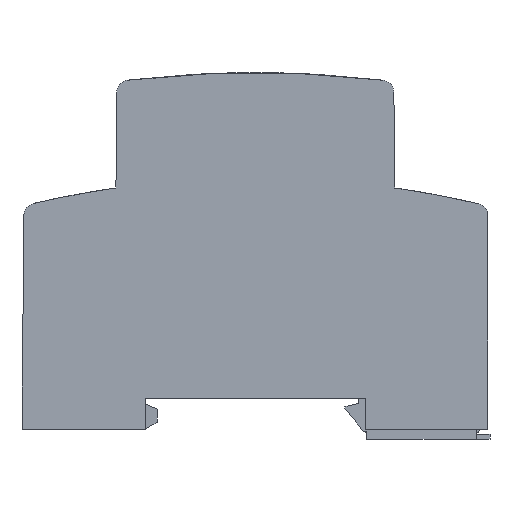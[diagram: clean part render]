
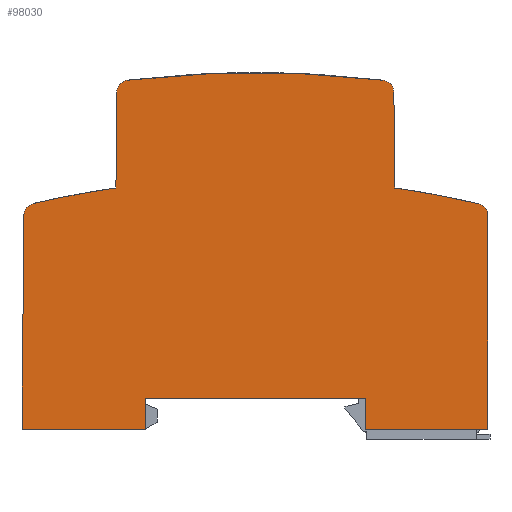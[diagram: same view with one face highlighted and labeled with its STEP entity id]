
A CAD part, left-side view. The second image highlights one B-rep face of the part: STEP entity #98030.
In plain terms, the highlighted face is planar.
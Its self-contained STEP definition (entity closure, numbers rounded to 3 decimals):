
#32360=CARTESIAN_POINT('',(45.021,21.056,-20.25));
#32370=DIRECTION('',(1.,0.,0.));
#32380=VECTOR('',#32370,1.);
#32390=LINE('',#32360,#32380);
#32400=CARTESIAN_POINT('',(51.591,21.056,-20.25));
#32410=VERTEX_POINT('',#32400);
#32420=CARTESIAN_POINT('',(87.091,21.056,-20.25));
#32430=VERTEX_POINT('',#32420);
#32440=EDGE_CURVE('',#32410,#32430,#32390,.T.);
#34370=CARTESIAN_POINT('',(87.091,16.056,-20.25));
#34380=VERTEX_POINT('',#34370);
#34410=CARTESIAN_POINT('',(87.091,55.264,-20.25));
#34420=DIRECTION('',(0.,-1.,0.));
#34430=VECTOR('',#34420,1.);
#34440=LINE('',#34410,#34430);
#34450=EDGE_CURVE('',#32430,#34380,#34440,.T.);
#36370=CARTESIAN_POINT('',(106.975,16.056,-20.25));
#36380=VERTEX_POINT('',#36370);
#36430=CARTESIAN_POINT('',(45.021,16.056,-20.25));
#36440=DIRECTION('',(1.,0.,0.));
#36450=VECTOR('',#36440,1.);
#36460=LINE('',#36430,#36450);
#36470=EDGE_CURVE('',#34380,#36380,#36460,.T.);
#40010=CARTESIAN_POINT('',(46.992,70.373,-20.25));
#40020=VERTEX_POINT('',#40010);
#40050=CARTESIAN_POINT('',(48.992,70.355,-20.25));
#40060=DIRECTION('',(0.,0.,1.));
#40070=DIRECTION('',(1.,0.,0.));
#40080=AXIS2_PLACEMENT_3D('',#40050,#40060,#40070);
#40090=CIRCLE('',#40080,2.);
#40100=CARTESIAN_POINT('',(48.757,72.341,-20.25));
#40110=VERTEX_POINT('',#40100);
#40120=EDGE_CURVE('',#40110,#40020,#40090,.T.);
#40340=CARTESIAN_POINT('',(106.674,50.52,-20.25));
#40350=VERTEX_POINT('',#40340);
#40380=CARTESIAN_POINT('',(106.633,55.264,-20.25));
#40390=DIRECTION('',(0.009,-1.,
0.));
#40400=VECTOR('',#40390,1.);
#40410=LINE('',#40380,#40400);
#40420=EDGE_CURVE('',#40350,#36380,#40410,.T.);
#41620=CARTESIAN_POINT('',(45.021,16.056,-20.25));
#41630=DIRECTION('',(1.,0.,0.));
#41640=VECTOR('',#41630,1.);
#41650=LINE('',#41620,#41640);
#41660=CARTESIAN_POINT('',(31.841,16.056,
-20.25));
#41670=VERTEX_POINT('',#41660);
#41680=CARTESIAN_POINT('',(51.591,16.056,-20.25));
#41690=VERTEX_POINT('',#41680);
#41700=EDGE_CURVE('',#41670,#41690,#41650,.T.);
#42070=CARTESIAN_POINT('',(31.841,50.463,
-20.25));
#42080=VERTEX_POINT('',#42070);
#42420=CARTESIAN_POINT('',(31.841,55.264,
-20.25));
#42430=DIRECTION('',(0.,1.,0.));
#42440=VECTOR('',#42430,1.);
#42450=LINE('',#42420,#42440);
#42460=EDGE_CURVE('',#41670,#42080,#42450,.T.);
#50670=CARTESIAN_POINT('',(51.591,55.264,-20.25));
#50680=DIRECTION('',(0.,-1.,0.));
#50690=VECTOR('',#50680,1.);
#50700=LINE('',#50670,#50690);
#50710=EDGE_CURVE('',#32410,#41690,#50700,.T.);
#58950=CARTESIAN_POINT('',(105.127,52.45,-20.25));
#58960=VERTEX_POINT('',#58950);
#58990=CARTESIAN_POINT('',(104.674,50.502,-20.25));
#59000=DIRECTION('',(0.,0.,-1.));
#59010=DIRECTION('',(-1.,0.,0.));
#59020=AXIS2_PLACEMENT_3D('',#58990,#59000,#59010);
#59030=CIRCLE('',#59020,2.);
#59040=EDGE_CURVE('',#58960,#40350,#59030,.T.);
#66930=CARTESIAN_POINT('',(33.841,50.463,
-20.25));
#66940=DIRECTION('',(0.,0.,-1.));
#66950=DIRECTION('',(-1.,0.,0.));
#66960=AXIS2_PLACEMENT_3D('',#66930,#66940,#66950);
#66970=CIRCLE('',#66960,2.);
#66980=CARTESIAN_POINT('',(33.386,52.411,
-20.25));
#66990=VERTEX_POINT('',#66980);
#67000=EDGE_CURVE('',#42080,#66990,#66970,.T.);
#97030=CARTESIAN_POINT('',(89.926,72.341,-20.25));
#97040=VERTEX_POINT('',#97030);
#97070=CARTESIAN_POINT('',(89.69,70.355,-20.25));
#97080=DIRECTION('',(0.,0.,1.));
#97090=DIRECTION('',(1.,0.,0.));
#97100=AXIS2_PLACEMENT_3D('',#97070,#97080,#97090);
#97110=CIRCLE('',#97100,2.);
#97120=CARTESIAN_POINT('',(91.69,70.373,-20.25));
#97130=VERTEX_POINT('',#97120);
#97140=EDGE_CURVE('',#97130,#97040,#97110,.T.);
#97480=CARTESIAN_POINT('',(69.341,23.506,-20.25));
#97490=DIRECTION('',(0.,0.,-1.));
#97500=DIRECTION('',(-1.,0.,0.));
#97510=AXIS2_PLACEMENT_3D('',#97480,#97490,#97500);
#97520=PLANE('',#97510);
#97530=CARTESIAN_POINT('',(69.341,-101.444,-20.25));
#97540=DIRECTION('',(0.,0.,-1.));
#97550=DIRECTION('',(-1.,0.,0.));
#97560=AXIS2_PLACEMENT_3D('',#97530,#97540,#97550);
#97570=CIRCLE('',#97560,158.);
#97580=CARTESIAN_POINT('',(46.858,54.948,-20.25));
#97590=VERTEX_POINT('',#97580);
#97600=EDGE_CURVE('',#66990,#97590,#97570,.T.);
#97610=ORIENTED_EDGE('',*,*,#97600,.T.);
#97620=ORIENTED_EDGE('',*,*,#67000,.T.);
#97630=ORIENTED_EDGE('',*,*,#42460,.T.);
#97640=ORIENTED_EDGE('',*,*,#41700,.F.);
#97650=ORIENTED_EDGE('',*,*,#50710,.T.);
#97660=ORIENTED_EDGE('',*,*,#32440,.F.);
#97670=ORIENTED_EDGE('',*,*,#34450,.F.);
#97680=ORIENTED_EDGE('',*,*,#36470,.F.);
#97690=ORIENTED_EDGE('',*,*,#40420,.T.);
#97700=ORIENTED_EDGE('',*,*,#59040,.T.);
#97710=CARTESIAN_POINT('',(69.341,-101.444,-20.25));
#97720=DIRECTION('',(0.,0.,-1.));
#97730=DIRECTION('',(-1.,0.,0.));
#97740=AXIS2_PLACEMENT_3D('',#97710,#97720,#97730);
#97750=CIRCLE('',#97740,158.);
#97760=CARTESIAN_POINT('',(91.825,54.948,-20.25));
#97770=VERTEX_POINT('',#97760);
#97780=EDGE_CURVE('',#97770,#58960,#97750,.T.);
#97790=ORIENTED_EDGE('',*,*,#97780,.T.);
#97800=CARTESIAN_POINT('',(91.822,55.264,-20.25));
#97810=DIRECTION('',(-0.009,1.,
0.));
#97820=VECTOR('',#97810,1.);
#97830=LINE('',#97800,#97820);
#97840=EDGE_CURVE('',#97770,#97130,#97830,.T.);
#97850=ORIENTED_EDGE('',*,*,#97840,.F.);
#97860=ORIENTED_EDGE('',*,*,#97140,.F.);
#97870=CARTESIAN_POINT('',(69.341,-101.444,-20.25));
#97880=DIRECTION('',(0.,0.,-1.));
#97890=DIRECTION('',(-1.,0.,0.));
#97900=AXIS2_PLACEMENT_3D('',#97870,#97880,#97890);
#97910=CIRCLE('',#97900,175.);
#97920=EDGE_CURVE('',#40110,#97040,#97910,.T.);
#97930=ORIENTED_EDGE('',*,*,#97920,.T.);
#97940=ORIENTED_EDGE('',*,*,#40120,.F.);
#97950=CARTESIAN_POINT('',(46.861,55.264,-20.25));
#97960=DIRECTION('',(-0.009,-1.,
0.));
#97970=VECTOR('',#97960,1.);
#97980=LINE('',#97950,#97970);
#97990=EDGE_CURVE('',#40020,#97590,#97980,.T.);
#98000=ORIENTED_EDGE('',*,*,#97990,.F.);
#98010=EDGE_LOOP('',(#98000,#97940,#97930,#97860,#97850,#97790,#97700,
#97690,#97680,#97670,#97660,#97650,#97640,#97630,#97620,#97610));
#98020=FACE_OUTER_BOUND('',#98010,.T.);
#98030=ADVANCED_FACE('',(#98020),#97520,.T.);
